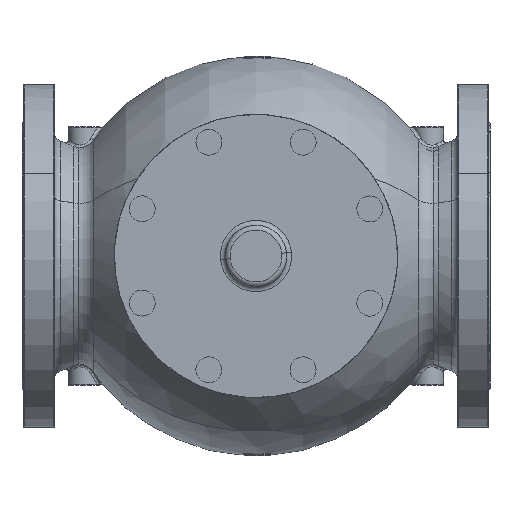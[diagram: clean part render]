
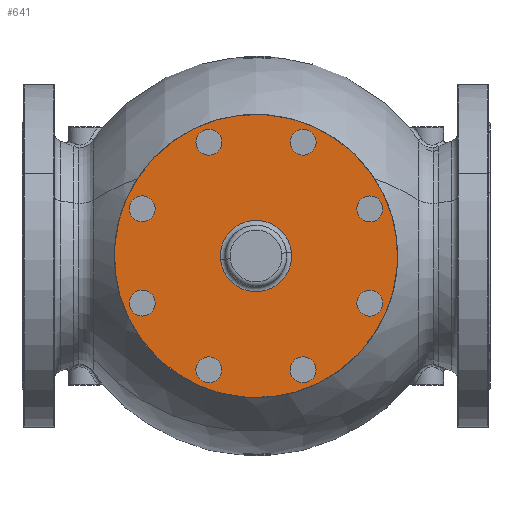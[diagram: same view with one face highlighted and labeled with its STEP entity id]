
A CAD part, front view. The second image highlights one B-rep face of the part: STEP entity #641.
In plain terms, the highlighted planar face has unit normal (0, -1, 0).
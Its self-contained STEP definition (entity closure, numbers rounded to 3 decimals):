
#73=CARTESIAN_POINT('Vertex',(30.844,-172.,84.963)) ;
#87=CARTESIAN_POINT('Vertex',(45.693,-172.,99.813)) ;
#90=CARTESIAN_POINT('Axis2P3D Location',(38.268,-172.,92.388)) ;
#112=CARTESIAN_POINT('Axis2P3D Location',(38.268,-172.,92.388)) ;
#135=CARTESIAN_POINT('Vertex',(-84.963,-172.,30.844)) ;
#149=CARTESIAN_POINT('Vertex',(-99.813,-172.,45.693)) ;
#152=CARTESIAN_POINT('Axis2P3D Location',(-92.388,-172.,38.268)) ;
#174=CARTESIAN_POINT('Axis2P3D Location',(-92.388,-172.,38.268)) ;
#197=CARTESIAN_POINT('Vertex',(38.268,-172.,-81.888)) ;
#211=CARTESIAN_POINT('Vertex',(38.268,-172.,-102.888)) ;
#214=CARTESIAN_POINT('Axis2P3D Location',(38.268,-172.,-92.388)) ;
#236=CARTESIAN_POINT('Axis2P3D Location',(38.268,-172.,-92.388)) ;
#259=CARTESIAN_POINT('Vertex',(84.963,-172.,-30.844)) ;
#273=CARTESIAN_POINT('Vertex',(99.813,-172.,-45.693)) ;
#276=CARTESIAN_POINT('Axis2P3D Location',(92.388,-172.,-38.268)) ;
#298=CARTESIAN_POINT('Axis2P3D Location',(92.388,-172.,-38.268)) ;
#321=CARTESIAN_POINT('Vertex',(-81.888,-172.,-38.268)) ;
#335=CARTESIAN_POINT('Vertex',(-102.888,-172.,-38.268)) ;
#338=CARTESIAN_POINT('Axis2P3D Location',(-92.388,-172.,-38.268)) ;
#360=CARTESIAN_POINT('Axis2P3D Location',(-92.388,-172.,-38.268)) ;
#383=CARTESIAN_POINT('Vertex',(-38.268,-172.,81.888)) ;
#397=CARTESIAN_POINT('Vertex',(-38.268,-172.,102.888)) ;
#400=CARTESIAN_POINT('Axis2P3D Location',(-38.268,-172.,92.388)) ;
#422=CARTESIAN_POINT('Axis2P3D Location',(-38.268,-172.,92.388)) ;
#445=CARTESIAN_POINT('Vertex',(-30.844,-172.,-84.963)) ;
#459=CARTESIAN_POINT('Vertex',(-45.693,-172.,-99.813)) ;
#462=CARTESIAN_POINT('Axis2P3D Location',(-38.268,-172.,-92.388)) ;
#484=CARTESIAN_POINT('Axis2P3D Location',(-38.268,-172.,-92.388)) ;
#507=CARTESIAN_POINT('Vertex',(81.888,-172.,38.268)) ;
#521=CARTESIAN_POINT('Vertex',(102.888,-172.,38.268)) ;
#524=CARTESIAN_POINT('Axis2P3D Location',(92.388,-172.,38.268)) ;
#546=CARTESIAN_POINT('Axis2P3D Location',(92.388,-172.,38.268)) ;
#568=CARTESIAN_POINT('Axis2P3D Location',(26.793,-172.,-11.098)) ;
#573=CARTESIAN_POINT('Axis2P3D Location',(0.,-172.,0.)) ;
#577=CARTESIAN_POINT('Vertex',(-114.339,-172.,-12.316)) ;
#579=CARTESIAN_POINT('Vertex',(114.339,-172.,12.316)) ;
#582=CARTESIAN_POINT('Axis2P3D Location',(0.,-172.,0.)) ;
#595=CARTESIAN_POINT('Axis2P3D Location',(0.,-172.,0.)) ;
#599=CARTESIAN_POINT('Vertex',(28.833,-172.,3.106)) ;
#601=CARTESIAN_POINT('Vertex',(-28.833,-172.,-3.106)) ;
#604=CARTESIAN_POINT('Axis2P3D Location',(0.,-172.,0.)) ;
#91=DIRECTION('Axis2P3D Direction',(0.,1.,0.)) ;
#113=DIRECTION('Axis2P3D Direction',(0.,1.,0.)) ;
#153=DIRECTION('Axis2P3D Direction',(0.,1.,0.)) ;
#175=DIRECTION('Axis2P3D Direction',(0.,1.,0.)) ;
#215=DIRECTION('Axis2P3D Direction',(0.,1.,0.)) ;
#237=DIRECTION('Axis2P3D Direction',(0.,1.,0.)) ;
#277=DIRECTION('Axis2P3D Direction',(0.,1.,0.)) ;
#299=DIRECTION('Axis2P3D Direction',(0.,1.,0.)) ;
#339=DIRECTION('Axis2P3D Direction',(0.,1.,0.)) ;
#361=DIRECTION('Axis2P3D Direction',(0.,1.,0.)) ;
#401=DIRECTION('Axis2P3D Direction',(0.,1.,0.)) ;
#423=DIRECTION('Axis2P3D Direction',(0.,1.,0.)) ;
#463=DIRECTION('Axis2P3D Direction',(0.,1.,0.)) ;
#485=DIRECTION('Axis2P3D Direction',(0.,1.,0.)) ;
#525=DIRECTION('Axis2P3D Direction',(0.,1.,0.)) ;
#547=DIRECTION('Axis2P3D Direction',(0.,1.,0.)) ;
#569=DIRECTION('Axis2P3D Direction',(0.,-1.,0.)) ;
#570=DIRECTION('Axis2P3D XDirection',(-0.924,0.,0.383)) ;
#574=DIRECTION('Axis2P3D Direction',(0.,-1.,0.)) ;
#583=DIRECTION('Axis2P3D Direction',(0.,-1.,0.)) ;
#596=DIRECTION('Axis2P3D Direction',(0.,-1.,0.)) ;
#605=DIRECTION('Axis2P3D Direction',(0.,-1.,0.)) ;
#92=AXIS2_PLACEMENT_3D('Circle Axis2P3D',#90,#91,$) ;
#114=AXIS2_PLACEMENT_3D('Circle Axis2P3D',#112,#113,$) ;
#154=AXIS2_PLACEMENT_3D('Circle Axis2P3D',#152,#153,$) ;
#176=AXIS2_PLACEMENT_3D('Circle Axis2P3D',#174,#175,$) ;
#216=AXIS2_PLACEMENT_3D('Circle Axis2P3D',#214,#215,$) ;
#238=AXIS2_PLACEMENT_3D('Circle Axis2P3D',#236,#237,$) ;
#278=AXIS2_PLACEMENT_3D('Circle Axis2P3D',#276,#277,$) ;
#300=AXIS2_PLACEMENT_3D('Circle Axis2P3D',#298,#299,$) ;
#340=AXIS2_PLACEMENT_3D('Circle Axis2P3D',#338,#339,$) ;
#362=AXIS2_PLACEMENT_3D('Circle Axis2P3D',#360,#361,$) ;
#402=AXIS2_PLACEMENT_3D('Circle Axis2P3D',#400,#401,$) ;
#424=AXIS2_PLACEMENT_3D('Circle Axis2P3D',#422,#423,$) ;
#464=AXIS2_PLACEMENT_3D('Circle Axis2P3D',#462,#463,$) ;
#486=AXIS2_PLACEMENT_3D('Circle Axis2P3D',#484,#485,$) ;
#526=AXIS2_PLACEMENT_3D('Circle Axis2P3D',#524,#525,$) ;
#548=AXIS2_PLACEMENT_3D('Circle Axis2P3D',#546,#547,$) ;
#571=AXIS2_PLACEMENT_3D('Plane Axis2P3D',#568,#569,#570) ;
#575=AXIS2_PLACEMENT_3D('Circle Axis2P3D',#573,#574,$) ;
#584=AXIS2_PLACEMENT_3D('Circle Axis2P3D',#582,#583,$) ;
#597=AXIS2_PLACEMENT_3D('Circle Axis2P3D',#595,#596,$) ;
#606=AXIS2_PLACEMENT_3D('Circle Axis2P3D',#604,#605,$) ;
#588=ORIENTED_EDGE('',*,*,#581,.T.) ;
#589=ORIENTED_EDGE('',*,*,#586,.T.) ;
#592=ORIENTED_EDGE('',*,*,#528,.F.) ;
#593=ORIENTED_EDGE('',*,*,#550,.F.) ;
#610=ORIENTED_EDGE('',*,*,#603,.F.) ;
#611=ORIENTED_EDGE('',*,*,#608,.F.) ;
#614=ORIENTED_EDGE('',*,*,#116,.F.) ;
#615=ORIENTED_EDGE('',*,*,#94,.F.) ;
#618=ORIENTED_EDGE('',*,*,#426,.F.) ;
#619=ORIENTED_EDGE('',*,*,#404,.F.) ;
#622=ORIENTED_EDGE('',*,*,#178,.F.) ;
#623=ORIENTED_EDGE('',*,*,#156,.F.) ;
#626=ORIENTED_EDGE('',*,*,#364,.F.) ;
#627=ORIENTED_EDGE('',*,*,#342,.F.) ;
#630=ORIENTED_EDGE('',*,*,#488,.F.) ;
#631=ORIENTED_EDGE('',*,*,#466,.F.) ;
#634=ORIENTED_EDGE('',*,*,#240,.F.) ;
#635=ORIENTED_EDGE('',*,*,#218,.F.) ;
#638=ORIENTED_EDGE('',*,*,#302,.F.) ;
#639=ORIENTED_EDGE('',*,*,#280,.F.) ;
#594=FACE_BOUND('',#591,.T.) ;
#612=FACE_BOUND('',#609,.T.) ;
#616=FACE_BOUND('',#613,.T.) ;
#620=FACE_BOUND('',#617,.T.) ;
#624=FACE_BOUND('',#621,.T.) ;
#628=FACE_BOUND('',#625,.T.) ;
#632=FACE_BOUND('',#629,.T.) ;
#636=FACE_BOUND('',#633,.T.) ;
#640=FACE_BOUND('',#637,.T.) ;
#641=ADVANCED_FACE('Brep With Voids',(#590,#594,#612,#616,#620,#624,#628,#632,#636,#640),#572,.T.) ;
#93=CIRCLE('generated circle',#92,10.5) ;
#115=CIRCLE('generated circle',#114,10.5) ;
#155=CIRCLE('generated circle',#154,10.5) ;
#177=CIRCLE('generated circle',#176,10.5) ;
#217=CIRCLE('generated circle',#216,10.5) ;
#239=CIRCLE('generated circle',#238,10.5) ;
#279=CIRCLE('generated circle',#278,10.5) ;
#301=CIRCLE('generated circle',#300,10.5) ;
#341=CIRCLE('generated circle',#340,10.5) ;
#363=CIRCLE('generated circle',#362,10.5) ;
#403=CIRCLE('generated circle',#402,10.5) ;
#425=CIRCLE('generated circle',#424,10.5) ;
#465=CIRCLE('generated circle',#464,10.5) ;
#487=CIRCLE('generated circle',#486,10.5) ;
#527=CIRCLE('generated circle',#526,10.5) ;
#549=CIRCLE('generated circle',#548,10.5) ;
#576=CIRCLE('generated circle',#575,115.) ;
#585=CIRCLE('generated circle',#584,115.) ;
#598=CIRCLE('generated circle',#597,29.) ;
#607=CIRCLE('generated circle',#606,29.) ;
#94=EDGE_CURVE('',#88,#74,#93,.F.) ;
#116=EDGE_CURVE('',#74,#88,#115,.F.) ;
#156=EDGE_CURVE('',#150,#136,#155,.F.) ;
#178=EDGE_CURVE('',#136,#150,#177,.F.) ;
#218=EDGE_CURVE('',#212,#198,#217,.F.) ;
#240=EDGE_CURVE('',#198,#212,#239,.F.) ;
#280=EDGE_CURVE('',#274,#260,#279,.F.) ;
#302=EDGE_CURVE('',#260,#274,#301,.F.) ;
#342=EDGE_CURVE('',#336,#322,#341,.F.) ;
#364=EDGE_CURVE('',#322,#336,#363,.F.) ;
#404=EDGE_CURVE('',#398,#384,#403,.F.) ;
#426=EDGE_CURVE('',#384,#398,#425,.F.) ;
#466=EDGE_CURVE('',#460,#446,#465,.F.) ;
#488=EDGE_CURVE('',#446,#460,#487,.F.) ;
#528=EDGE_CURVE('',#522,#508,#527,.F.) ;
#550=EDGE_CURVE('',#508,#522,#549,.F.) ;
#581=EDGE_CURVE('',#578,#580,#576,.T.) ;
#586=EDGE_CURVE('',#580,#578,#585,.T.) ;
#603=EDGE_CURVE('',#600,#602,#598,.T.) ;
#608=EDGE_CURVE('',#602,#600,#607,.T.) ;
#587=EDGE_LOOP('',(#588,#589)) ;
#591=EDGE_LOOP('',(#592,#593)) ;
#609=EDGE_LOOP('',(#610,#611)) ;
#613=EDGE_LOOP('',(#614,#615)) ;
#617=EDGE_LOOP('',(#618,#619)) ;
#621=EDGE_LOOP('',(#622,#623)) ;
#625=EDGE_LOOP('',(#626,#627)) ;
#629=EDGE_LOOP('',(#630,#631)) ;
#633=EDGE_LOOP('',(#634,#635)) ;
#637=EDGE_LOOP('',(#638,#639)) ;
#590=FACE_OUTER_BOUND('',#587,.T.) ;
#572=PLANE('',#571) ;
#74=VERTEX_POINT('',#73) ;
#88=VERTEX_POINT('',#87) ;
#136=VERTEX_POINT('',#135) ;
#150=VERTEX_POINT('',#149) ;
#198=VERTEX_POINT('',#197) ;
#212=VERTEX_POINT('',#211) ;
#260=VERTEX_POINT('',#259) ;
#274=VERTEX_POINT('',#273) ;
#322=VERTEX_POINT('',#321) ;
#336=VERTEX_POINT('',#335) ;
#384=VERTEX_POINT('',#383) ;
#398=VERTEX_POINT('',#397) ;
#446=VERTEX_POINT('',#445) ;
#460=VERTEX_POINT('',#459) ;
#508=VERTEX_POINT('',#507) ;
#522=VERTEX_POINT('',#521) ;
#578=VERTEX_POINT('',#577) ;
#580=VERTEX_POINT('',#579) ;
#600=VERTEX_POINT('',#599) ;
#602=VERTEX_POINT('',#601) ;
